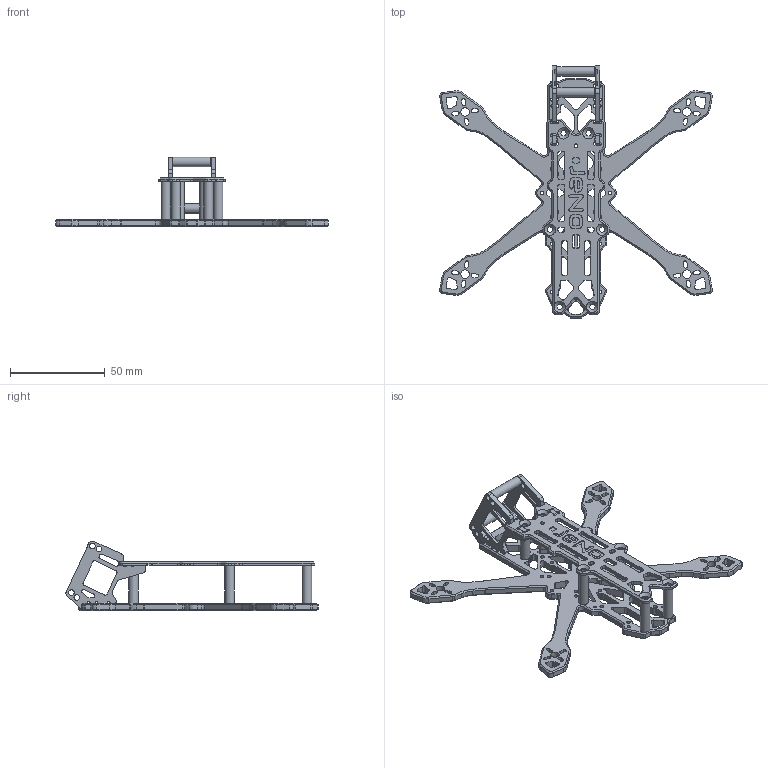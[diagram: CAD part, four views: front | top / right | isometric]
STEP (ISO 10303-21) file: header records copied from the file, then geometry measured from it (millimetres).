
FILE_DESCRIPTION(/* description */ (''),/* implementation_level */ '2;1');
FILE_NAME(/* name */ 'JeNo 3_M3_rc1 v11.step',/* time_stamp */ '2023-10-10T17:38:45+02:00',/* author */ (''),/* organization */ (''),/* preprocessor_version */ 'ST-DEVELOPER v20',/* originating_system */ 'Autodesk Translation Framework v12.14.0.127',/* authorisation */ '');
FILE_SCHEMA (('AUTOMOTIVE_DESIGN { 1 0 10303 214 3 1 1 }'));
Length unit declared in the file: millimetre
Products named in the file (1): JeNo 3_M3_rc1
Bounding box: 144.21 x 133.37 x 36.86 mm (x, y, z)
Volume: 27796.7 mm3; surface area: 30505.3 mm2
Topology: 12 solids, 12 shells, 1267 faces, 3406 edges, 2162 vertices
Faces by surface type: plane 629, cylinder 474, cone 164
Full cylindrical faces by diameter (mm): 1.6 x4, 2 x18, 3 x28, 4.5 x4, 5 x8
Entity records: 39971 total; most frequent: DIRECTION 7064, CARTESIAN_POINT 6886, ORIENTED_EDGE 6812, EDGE_CURVE 3406, AXIS2_PLACEMENT_3D 2404, LINE 2256, VECTOR 2256, VERTEX_POINT 2162
